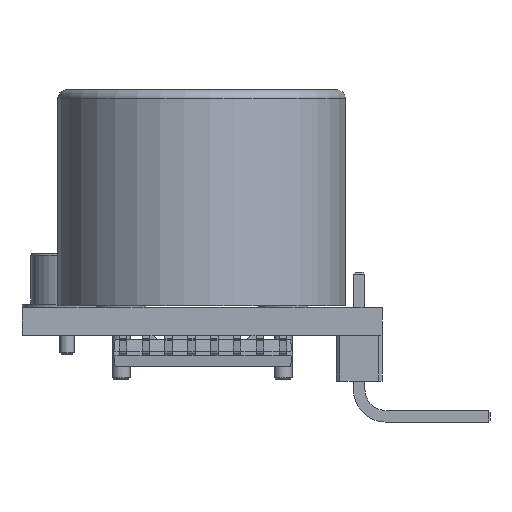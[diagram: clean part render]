
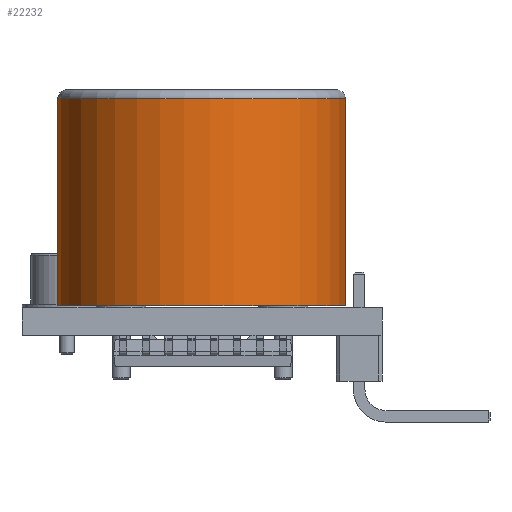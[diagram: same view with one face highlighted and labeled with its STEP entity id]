
A CAD part, left-side view. The second image highlights one B-rep face of the part: STEP entity #22232.
In plain terms, the highlighted cylindrical face has radius 8 mm (diameter 16 mm), a full revolution.
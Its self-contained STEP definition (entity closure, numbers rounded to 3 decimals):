
#304=CYLINDRICAL_SURFACE('',#26815,8.);
#9262=ORIENTED_EDGE('',*,*,#13844,.T.);
#9263=ORIENTED_EDGE('',*,*,#13845,.F.);
#13844=EDGE_CURVE('',#16437,#16437,#17480,.T.);
#13845=EDGE_CURVE('',#16438,#16438,#17481,.T.);
#16437=VERTEX_POINT('',#37064);
#16438=VERTEX_POINT('',#37066);
#17480=CIRCLE('',#26816,8.);
#17481=CIRCLE('',#26817,8.);
#18620=EDGE_LOOP('',(#9262));
#18621=EDGE_LOOP('',(#9263));
#20081=FACE_BOUND('',#18620,.T.);
#20082=FACE_BOUND('',#18621,.T.);
#22232=ADVANCED_FACE('',(#20081,#20082),#304,.T.);
#26815=AXIS2_PLACEMENT_3D('',#37062,#30760,#30761);
#26816=AXIS2_PLACEMENT_3D('',#37063,#30762,#30763);
#26817=AXIS2_PLACEMENT_3D('',#37065,#30764,#30765);
#30760=DIRECTION('',(0.,0.,1.));
#30761=DIRECTION('',(1.,0.,0.));
#30762=DIRECTION('',(0.,0.,-1.));
#30763=DIRECTION('',(-1.,0.,0.));
#30764=DIRECTION('',(0.,0.,-1.));
#30765=DIRECTION('',(1.,0.,0.));
#37062=CARTESIAN_POINT('',(0.,0.,-12.));
#37063=CARTESIAN_POINT('',(0.,0.,-0.5));
#37064=CARTESIAN_POINT('',(-8.,0.,-0.5));
#37065=CARTESIAN_POINT('',(0.,0.,-12.));
#37066=CARTESIAN_POINT('',(8.,0.,-12.));
